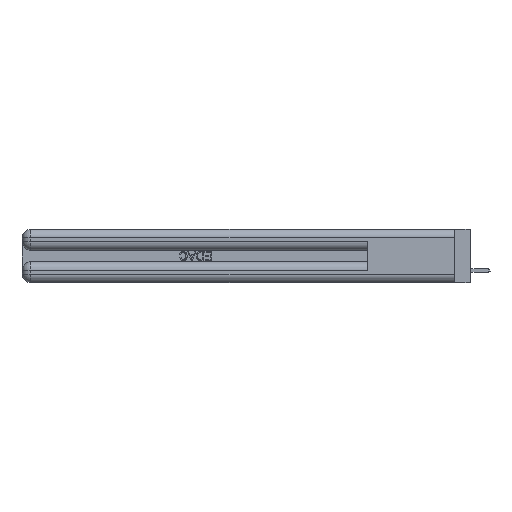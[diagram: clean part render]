
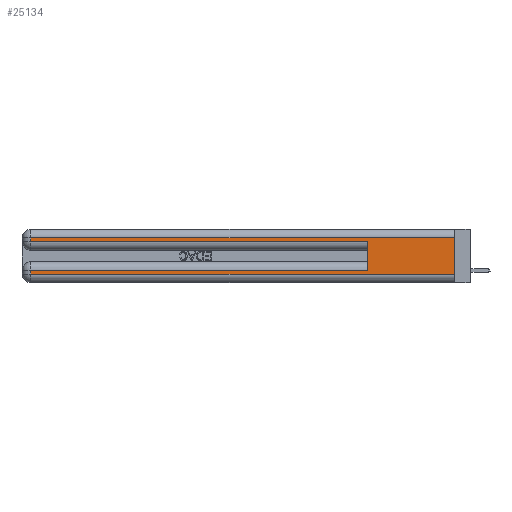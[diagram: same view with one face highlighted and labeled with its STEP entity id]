
A CAD part, left-side view. The second image highlights one B-rep face of the part: STEP entity #25134.
In plain terms, the highlighted planar face has unit normal (-1, 0, 0).
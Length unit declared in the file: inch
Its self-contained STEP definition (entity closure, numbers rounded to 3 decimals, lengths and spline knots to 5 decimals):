
#786 = ORIENTED_EDGE ( 'NONE', *, *, #48406, .T. ) ;
#1981 = VERTEX_POINT ( 'NONE', #36129 ) ;
#2377 = CARTESIAN_POINT ( 'NONE',  ( 0., 0.6, 0.145 ) ) ;
#2937 = CARTESIAN_POINT ( 'NONE',  ( 0., 0., 0.37 ) ) ;
#2947 = VERTEX_POINT ( 'NONE', #4912 ) ;
#3556 = LINE ( 'NONE', #26279, #9341 ) ;
#3781 = LINE ( 'NONE', #9873, #12853 ) ;
#4669 = ORIENTED_EDGE ( 'NONE', *, *, #35070, .T. ) ;
#4912 = CARTESIAN_POINT ( 'NONE',  ( 0., 2.94, 0.31 ) ) ;
#6529 = DIRECTION ( 'NONE',  ( 0., 0., -1. ) ) ;
#6733 = CARTESIAN_POINT ( 'NONE',  ( 0., 2.94, 0.37 ) ) ;
#6784 = VECTOR ( 'NONE', #48211, 39.37008 ) ;
#7260 = EDGE_CURVE ( 'NONE', #33212, #2947, #3781, .T. ) ;
#7293 = ORIENTED_EDGE ( 'NONE', *, *, #7260, .T. ) ;
#7971 = LINE ( 'NONE', #2937, #44219 ) ;
#8623 = VECTOR ( 'NONE', #45423, 39.37008 ) ;
#9023 = VERTEX_POINT ( 'NONE', #11450 ) ;
#9341 = VECTOR ( 'NONE', #46715, 39.37008 ) ;
#9873 = CARTESIAN_POINT ( 'NONE',  ( 0., 0., 0.31 ) ) ;
#10187 = CARTESIAN_POINT ( 'NONE',  ( 0., 0., 0.37 ) ) ;
#10231 = DIRECTION ( 'NONE',  ( 0., 1., 0. ) ) ;
#11387 = ORIENTED_EDGE ( 'NONE', *, *, #34691, .T. ) ;
#11450 = CARTESIAN_POINT ( 'NONE',  ( 0., 0.6, 0.085 ) ) ;
#11521 = CARTESIAN_POINT ( 'NONE',  ( 0., 2.94, 0.37 ) ) ;
#12853 = VECTOR ( 'NONE', #10231, 39.37008 ) ;
#16679 = ORIENTED_EDGE ( 'NONE', *, *, #36374, .F. ) ;
#22961 = EDGE_CURVE ( 'NONE', #47901, #32070, #38379, .T. ) ;
#24185 = EDGE_CURVE ( 'NONE', #1981, #47516, #41670, .T. ) ;
#24897 = CARTESIAN_POINT ( 'NONE',  ( 0., 0., 0.31 ) ) ;
#25134 = ADVANCED_FACE ( 'NONE', ( #41571 ), #35002, .F. ) ;
#26279 = CARTESIAN_POINT ( 'NONE',  ( 0., 0., 0.06 ) ) ;
#27191 = LINE ( 'NONE', #11521, #34325 ) ;
#29241 = ORIENTED_EDGE ( 'NONE', *, *, #24185, .T. ) ;
#29706 = CARTESIAN_POINT ( 'NONE',  ( 0., 0.6, 0.285 ) ) ;
#29976 = VECTOR ( 'NONE', #52354, 39.37008 ) ;
#32070 = VERTEX_POINT ( 'NONE', #37960 ) ;
#32802 = CARTESIAN_POINT ( 'NONE',  ( 0., 2.94, 0.085 ) ) ;
#33212 = VERTEX_POINT ( 'NONE', #24897 ) ;
#34325 = VECTOR ( 'NONE', #40467, 39.37008 ) ;
#34648 = DIRECTION ( 'NONE',  ( 0., 0., 1. ) ) ;
#34691 = EDGE_CURVE ( 'NONE', #9023, #47901, #41173, .T. ) ;
#35002 = PLANE ( 'NONE',  #51843 ) ;
#35070 = EDGE_CURVE ( 'NONE', #32070, #39809, #3556, .T. ) ;
#35111 = VECTOR ( 'NONE', #34648, 39.37008 ) ;
#36129 = CARTESIAN_POINT ( 'NONE',  ( 0., 2.94, 0.285 ) ) ;
#36374 = EDGE_CURVE ( 'NONE', #9023, #47516, #37706, .T. ) ;
#36567 = EDGE_CURVE ( 'NONE', #33212, #39809, #7971, .T. ) ;
#37706 = LINE ( 'NONE', #2377, #35111 ) ;
#37960 = CARTESIAN_POINT ( 'NONE',  ( 0., 2.94, 0.06 ) ) ;
#38379 = LINE ( 'NONE', #6733, #29976 ) ;
#39358 = EDGE_LOOP ( 'NONE', ( #53153, #7293, #786, #29241, #16679, #11387, #48257, #4669 ) ) ;
#39809 = VERTEX_POINT ( 'NONE', #43538 ) ;
#39889 = DIRECTION ( 'NONE',  ( 0., 0., -1. ) ) ;
#40467 = DIRECTION ( 'NONE',  ( 0., 0., -1. ) ) ;
#41173 = LINE ( 'NONE', #52527, #6784 ) ;
#41284 = CARTESIAN_POINT ( 'NONE',  ( 0., 0., 0.285 ) ) ;
#41571 = FACE_OUTER_BOUND ( 'NONE', #39358, .T. ) ;
#41670 = LINE ( 'NONE', #41284, #8623 ) ;
#43538 = CARTESIAN_POINT ( 'NONE',  ( 0., 0., 0.06 ) ) ;
#44219 = VECTOR ( 'NONE', #6529, 39.37008 ) ;
#45423 = DIRECTION ( 'NONE',  ( 0., -1., 0. ) ) ;
#46715 = DIRECTION ( 'NONE',  ( 0., -1., 0. ) ) ;
#47516 = VERTEX_POINT ( 'NONE', #29706 ) ;
#47853 = DIRECTION ( 'NONE',  ( 1., 0., 0. ) ) ;
#47901 = VERTEX_POINT ( 'NONE', #32802 ) ;
#48211 = DIRECTION ( 'NONE',  ( 0., 1., 0. ) ) ;
#48257 = ORIENTED_EDGE ( 'NONE', *, *, #22961, .T. ) ;
#48406 = EDGE_CURVE ( 'NONE', #2947, #1981, #27191, .T. ) ;
#51843 = AXIS2_PLACEMENT_3D ( 'NONE', #10187, #47853, #39889 ) ;
#52354 = DIRECTION ( 'NONE',  ( 0., 0., -1. ) ) ;
#52527 = CARTESIAN_POINT ( 'NONE',  ( 0., 0., 0.085 ) ) ;
#53153 = ORIENTED_EDGE ( 'NONE', *, *, #36567, .F. ) ;
